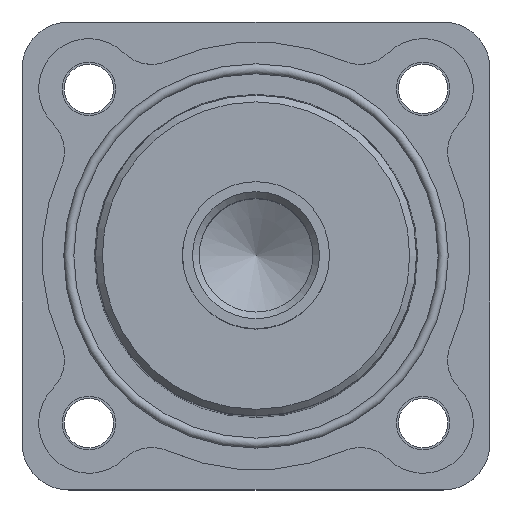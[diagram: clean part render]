
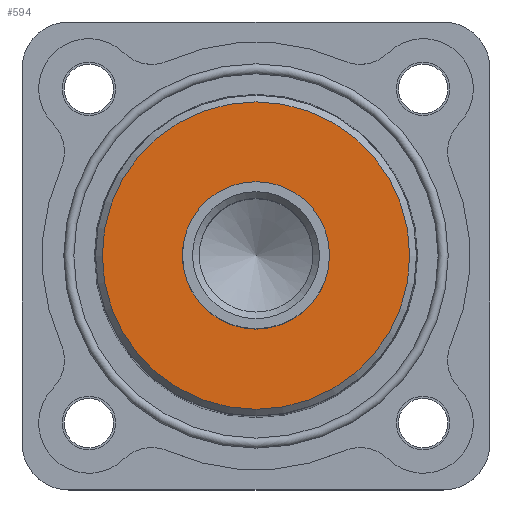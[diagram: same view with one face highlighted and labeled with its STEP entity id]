
A CAD part, top view. The second image highlights one B-rep face of the part: STEP entity #594.
In plain terms, the highlighted planar face has unit normal (0, 0, 1).
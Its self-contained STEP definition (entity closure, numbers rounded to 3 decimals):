
#129=PLANE('',#1864);
#374=CIRCLE('',#1645,5.5);
#424=CIRCLE('',#1723,11.497);
#594=ADVANCED_FACE('',(#737,#738),#129,.T.);
#737=FACE_BOUND('',#892,.T.);
#738=FACE_BOUND('',#893,.T.);
#892=EDGE_LOOP('',(#1294));
#893=EDGE_LOOP('',(#1295));
#1294=ORIENTED_EDGE('',*,*,#1502,.T.);
#1295=ORIENTED_EDGE('',*,*,#1442,.F.);
#1301=VERTEX_POINT('',#2523);
#1361=VERTEX_POINT('',#2671);
#1442=EDGE_CURVE('',#1301,#1301,#374,.T.);
#1502=EDGE_CURVE('',#1361,#1361,#424,.T.);
#1645=AXIS2_PLACEMENT_3D('',#2522,#1872,#1873);
#1723=AXIS2_PLACEMENT_3D('',#2670,#2038,#2039);
#1864=AXIS2_PLACEMENT_3D('',#2959,#2390,#2391);
#1872=DIRECTION('',(0.,0.,1.));
#1873=DIRECTION('',(1.,0.,0.));
#2038=DIRECTION('',(0.,0.,1.));
#2039=DIRECTION('',(1.,0.,0.));
#2390=DIRECTION('',(0.,0.,1.));
#2391=DIRECTION('',(-1.,0.,0.));
#2522=CARTESIAN_POINT('',(0.,0.,20.));
#2523=CARTESIAN_POINT('',(5.5,0.,20.));
#2670=CARTESIAN_POINT('',(0.,0.,20.));
#2671=CARTESIAN_POINT('',(11.497,0.,20.));
#2959=CARTESIAN_POINT('',(-9.,0.,20.));
